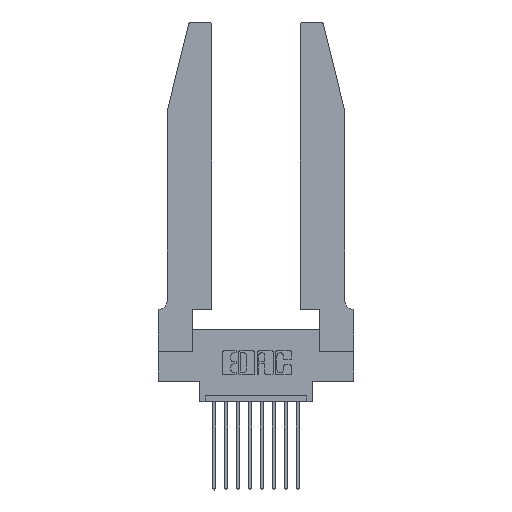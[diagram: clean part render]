
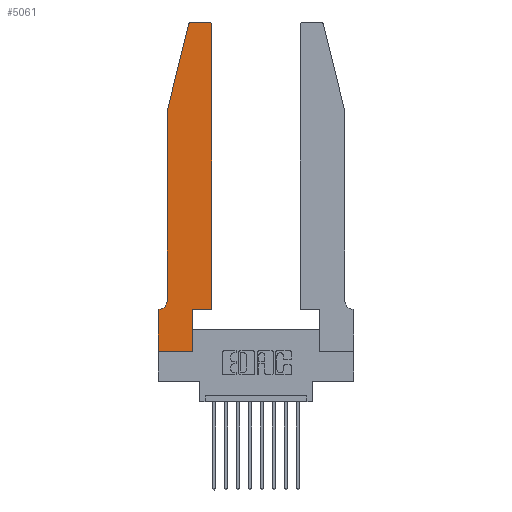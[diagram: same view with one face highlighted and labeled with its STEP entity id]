
A CAD part, top view. The second image highlights one B-rep face of the part: STEP entity #5061.
In plain terms, the highlighted planar face has unit normal (0, 0, 1).
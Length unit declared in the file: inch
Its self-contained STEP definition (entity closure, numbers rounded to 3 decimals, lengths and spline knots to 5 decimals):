
#15 = AXIS2_PLACEMENT_3D ( 'NONE', #5806, #2242, #1126 ) ;
#166 = LINE ( 'NONE', #4005, #7658 ) ;
#328 = LINE ( 'NONE', #2187, #4266 ) ;
#447 = CARTESIAN_POINT ( 'NONE',  ( 0.4505, 0.35, 0.37 ) ) ;
#738 = VECTOR ( 'NONE', #13179, 39.37008 ) ;
#825 = CARTESIAN_POINT ( 'NONE',  ( 0.0755, 2., 0.37 ) ) ;
#840 = LINE ( 'NONE', #10269, #13210 ) ;
#973 = CARTESIAN_POINT ( 'NONE',  ( 0.2865, 0.35, 0.37 ) ) ;
#1094 = VECTOR ( 'NONE', #7357, 39.37008 ) ;
#1126 = DIRECTION ( 'NONE',  ( -1., 0., 0. ) ) ;
#1232 = CARTESIAN_POINT ( 'NONE',  ( 0.0755, 0.35, 0.37 ) ) ;
#1367 = CARTESIAN_POINT ( 'NONE',  ( 0., 0.35, 0.37 ) ) ;
#1425 = EDGE_CURVE ( 'NONE', #14552, #10057, #8671, .T. ) ;
#1516 = DIRECTION ( 'NONE',  ( 0., 1., 0. ) ) ;
#1880 = ORIENTED_EDGE ( 'NONE', *, *, #7237, .T. ) ;
#2187 = CARTESIAN_POINT ( 'NONE',  ( 0.2605, 2.75, 0.37 ) ) ;
#2242 = DIRECTION ( 'NONE',  ( 0., 0., -1. ) ) ;
#2272 = ORIENTED_EDGE ( 'NONE', *, *, #15298, .T. ) ;
#3034 = DIRECTION ( 'NONE',  ( -0.239, -0.971, 0. ) ) ;
#3086 = AXIS2_PLACEMENT_3D ( 'NONE', #4355, #9225, #13952 ) ;
#3706 = ORIENTED_EDGE ( 'NONE', *, *, #15495, .T. ) ;
#4005 = CARTESIAN_POINT ( 'NONE',  ( 0.4505, 0.35, 0.37 ) ) ;
#4266 = VECTOR ( 'NONE', #14736, 39.37008 ) ;
#4355 = CARTESIAN_POINT ( 'NONE',  ( 0.284, 2.72, 0.37 ) ) ;
#4648 = CARTESIAN_POINT ( 'NONE',  ( 0., 0.35, 0.37 ) ) ;
#4711 = CARTESIAN_POINT ( 'NONE',  ( 0.0755, 0.42, 0.37 ) ) ;
#4745 = VERTEX_POINT ( 'NONE', #5843 ) ;
#5004 = VERTEX_POINT ( 'NONE', #1367 ) ;
#5018 = DIRECTION ( 'NONE',  ( 0., -1., 0. ) ) ;
#5047 = EDGE_CURVE ( 'NONE', #5004, #10701, #5461, .T. ) ;
#5061 = ADVANCED_FACE ( 'NONE', ( #12580 ), #11844, .T. ) ;
#5328 = DIRECTION ( 'NONE',  ( 0., 1., 0. ) ) ;
#5461 = LINE ( 'NONE', #12213, #10719 ) ;
#5806 = CARTESIAN_POINT ( 'NONE',  ( 0.0055, 0.42, 0.37 ) ) ;
#5814 = CARTESIAN_POINT ( 'NONE',  ( 0.0755, 2., 0.37 ) ) ;
#5843 = CARTESIAN_POINT ( 'NONE',  ( 0.284, 2.75, 0.37 ) ) ;
#5910 = VECTOR ( 'NONE', #3034, 39.37008 ) ;
#6360 = EDGE_CURVE ( 'NONE', #10057, #6392, #12194, .T. ) ;
#6392 = VERTEX_POINT ( 'NONE', #4711 ) ;
#6463 = EDGE_CURVE ( 'NONE', #4745, #14552, #14608, .T. ) ;
#6485 = VERTEX_POINT ( 'NONE', #9172 ) ;
#6505 = CARTESIAN_POINT ( 'NONE',  ( 0.0055, 0.35, 0.37 ) ) ;
#6634 = CARTESIAN_POINT ( 'NONE',  ( 0.4205, 2.72, 0.37 ) ) ;
#6832 = DIRECTION ( 'NONE',  ( 0., 0., 1. ) ) ;
#7220 = EDGE_CURVE ( 'NONE', #15275, #4745, #328, .T. ) ;
#7237 = EDGE_CURVE ( 'NONE', #10701, #6485, #12339, .T. ) ;
#7318 = CARTESIAN_POINT ( 'NONE',  ( 0.25487, 2.72718, 0.37 ) ) ;
#7357 = DIRECTION ( 'NONE',  ( 1., 0., 0. ) ) ;
#7564 = CARTESIAN_POINT ( 'NONE',  ( 0.4205, 2.75, 0.37 ) ) ;
#7614 = DIRECTION ( 'NONE',  ( 1., 0., 0. ) ) ;
#7658 = VECTOR ( 'NONE', #7614, 39.37008 ) ;
#7712 = ORIENTED_EDGE ( 'NONE', *, *, #13253, .T. ) ;
#7854 = ORIENTED_EDGE ( 'NONE', *, *, #1425, .T. ) ;
#8550 = VERTEX_POINT ( 'NONE', #6505 ) ;
#8671 = LINE ( 'NONE', #11169, #5910 ) ;
#8696 = CARTESIAN_POINT ( 'NONE',  ( 0.4505, 2.72, 0.37 ) ) ;
#8856 = AXIS2_PLACEMENT_3D ( 'NONE', #4648, #11199, #11700 ) ;
#8928 = DIRECTION ( 'NONE',  ( -1., 0., 0. ) ) ;
#9052 = LINE ( 'NONE', #1232, #9263 ) ;
#9137 = DIRECTION ( 'NONE',  ( 1., 0., 0. ) ) ;
#9172 = CARTESIAN_POINT ( 'NONE',  ( 0.2865, 0., 0.37 ) ) ;
#9225 = DIRECTION ( 'NONE',  ( 0., 0., 1. ) ) ;
#9263 = VECTOR ( 'NONE', #8928, 39.37008 ) ;
#10013 = VECTOR ( 'NONE', #1516, 39.37008 ) ;
#10020 = EDGE_CURVE ( 'NONE', #8550, #5004, #9052, .T. ) ;
#10057 = VERTEX_POINT ( 'NONE', #825 ) ;
#10181 = EDGE_CURVE ( 'NONE', #6485, #13170, #840, .T. ) ;
#10245 = VERTEX_POINT ( 'NONE', #12558 ) ;
#10269 = CARTESIAN_POINT ( 'NONE',  ( 0.2865, 0.35, 0.37 ) ) ;
#10701 = VERTEX_POINT ( 'NONE', #14004 ) ;
#10719 = VECTOR ( 'NONE', #5018, 39.37008 ) ;
#10925 = VERTEX_POINT ( 'NONE', #8696 ) ;
#10964 = CARTESIAN_POINT ( 'NONE',  ( 0., 0., 0.37 ) ) ;
#11088 = ORIENTED_EDGE ( 'NONE', *, *, #10020, .T. ) ;
#11125 = ORIENTED_EDGE ( 'NONE', *, *, #7220, .T. ) ;
#11169 = CARTESIAN_POINT ( 'NONE',  ( 0.0755, 2., 0.37 ) ) ;
#11199 = DIRECTION ( 'NONE',  ( 0., 0., 1. ) ) ;
#11700 = DIRECTION ( 'NONE',  ( 1., 0., 0. ) ) ;
#11844 = PLANE ( 'NONE',  #8856 ) ;
#11970 = ORIENTED_EDGE ( 'NONE', *, *, #6463, .T. ) ;
#12194 = LINE ( 'NONE', #5814, #738 ) ;
#12213 = CARTESIAN_POINT ( 'NONE',  ( 0., 0., 0.37 ) ) ;
#12339 = LINE ( 'NONE', #10964, #1094 ) ;
#12457 = ORIENTED_EDGE ( 'NONE', *, *, #12875, .T. ) ;
#12558 = CARTESIAN_POINT ( 'NONE',  ( 0.4505, 0.35, 0.37 ) ) ;
#12580 = FACE_OUTER_BOUND ( 'NONE', #13501, .T. ) ;
#12838 = ORIENTED_EDGE ( 'NONE', *, *, #6360, .T. ) ;
#12875 = EDGE_CURVE ( 'NONE', #10245, #10925, #13196, .T. ) ;
#13170 = VERTEX_POINT ( 'NONE', #973 ) ;
#13177 = CIRCLE ( 'NONE', #15, 0.07 ) ;
#13179 = DIRECTION ( 'NONE',  ( 0., -1., 0. ) ) ;
#13196 = LINE ( 'NONE', #447, #10013 ) ;
#13210 = VECTOR ( 'NONE', #5328, 39.37008 ) ;
#13253 = EDGE_CURVE ( 'NONE', #6392, #8550, #13177, .T. ) ;
#13501 = EDGE_LOOP ( 'NONE', ( #11125, #11970, #7854, #12838, #7712, #11088, #15520, #1880, #14914, #2272, #12457, #3706 ) ) ;
#13952 = DIRECTION ( 'NONE',  ( 1., 0., 0. ) ) ;
#14004 = CARTESIAN_POINT ( 'NONE',  ( 0., 0., 0.37 ) ) ;
#14552 = VERTEX_POINT ( 'NONE', #7318 ) ;
#14608 = CIRCLE ( 'NONE', #3086, 0.03 ) ;
#14736 = DIRECTION ( 'NONE',  ( -1., 0., 0. ) ) ;
#14786 = AXIS2_PLACEMENT_3D ( 'NONE', #6634, #6832, #9137 ) ;
#14914 = ORIENTED_EDGE ( 'NONE', *, *, #10181, .T. ) ;
#15275 = VERTEX_POINT ( 'NONE', #7564 ) ;
#15298 = EDGE_CURVE ( 'NONE', #13170, #10245, #166, .T. ) ;
#15367 = CIRCLE ( 'NONE', #14786, 0.03 ) ;
#15495 = EDGE_CURVE ( 'NONE', #10925, #15275, #15367, .T. ) ;
#15520 = ORIENTED_EDGE ( 'NONE', *, *, #5047, .T. ) ;
